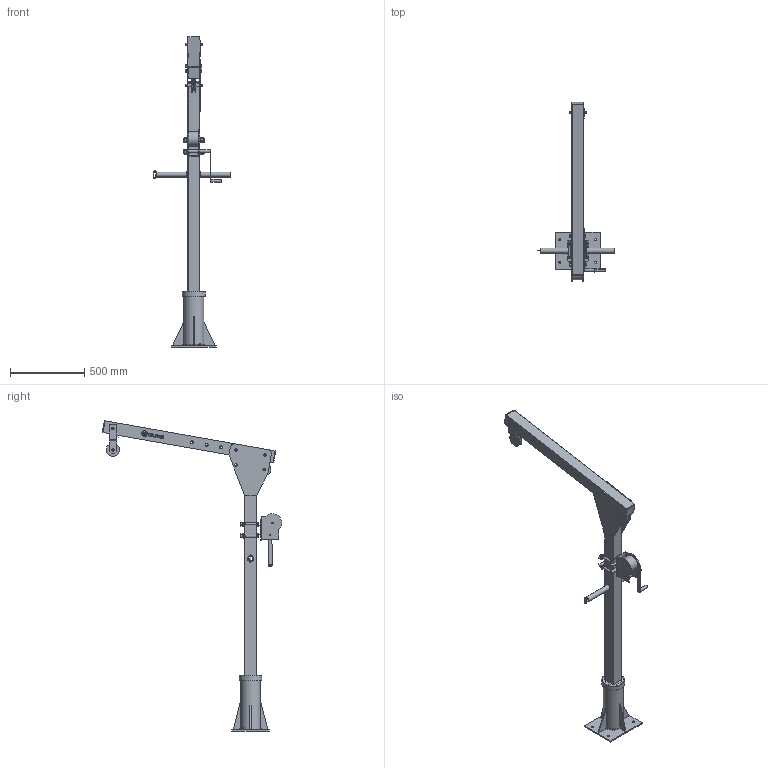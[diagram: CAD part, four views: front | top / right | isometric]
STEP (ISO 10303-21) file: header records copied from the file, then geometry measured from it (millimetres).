
FILE_DESCRIPTION(/* description */ ('Unknown'),/* implementation_level */ '2;1');
FILE_NAME(/* name */ 'Patka na korunu - posuvny navijak S LOGEM',/* time_stamp */ '2021-05-06T12:36:59+02:00',/* author */ ('Unknown'),/* organization */ ('Unknown'),/* preprocessor_version */ 'ST-DEVELOPER v16.7',/* originating_system */ 'DEX',/* authorisation */ $);
FILE_SCHEMA (('AUTOMOTIVE_DESIGN {1 0 10303 214 3 1 1}'));
Length unit declared in the file: millimetre
Products named in the file (44): Patka na korunu - posuvny navijak S LOGEM; Základová deska_0_0; Trubka 133x3_0_0; Tìleso horního uložení_0_0; Tìleso dolního uložení_0_0; Žebro 1_0_0; Žebro 2_0_0; Dno_0_0; Mobilní zvedací zaøízení_0_0; Stojka_0_0; Pouzdro 2_0_0; Pouzdro 1_0_0; Krytka _0_0; Spodek_0_0; Zakon鋀n燲0_0; Plech 2_0_0; V齦o瀗韐 PP_0_0; záslepka_0_0; Držák kladky_0_0; Kladka_0_0; Vymezovací podložka_0_0; Drzak spodek_0_0; Distanèní kroužek_0_0; Trubka do v齦o瀗韐u_0_0; Bolt_DIN_931_M12x110_0_0; Washer_DIN_125_1_A_13_0_0; Nut_DIN_934_1987_M12_0_0; 萫p 3_0_0; ložisko_0_0; 萫p 2_0_0; 萫p 1_0_0; Rukoje拈0_0; 萳醤ek 鴈t靭u_0_0; sestava posuvný_0_0; L profil 30x30x3_0_0; plech_0_0; valec_0_0; valec 2_0_0; telo_0_0; klicka_0_0 ...
Assembly tree (79 placements, depth 4):
  Patka na korunu - posuvny navijak S LOGEM
    Základová deska_0_0
    Trubka 133x3_0_0
    Tìleso horního uložení_0_0
    Tìleso dolního uložení_0_0
    Žebro 1_0_0  x2
    Žebro 2_0_0  x2
    Dno_0_0
    Mobilní zvedací zaøízení_0_0
      Stojka_0_0
        Stojka_0_0
        Pouzdro 2_0_0  x2
        Pouzdro 1_0_0  x2
        Krytka _0_0
        Spodek_0_0
        Zakon鋀n燲0_0
        Plech 2_0_0  x2
      V齦o瀗韐 PP_0_0
      záslepka_0_0  x3
      Držák kladky_0_0
        Držák kladky_0_0
        Kladka_0_0
        Vymezovací podložka_0_0  x2
        Drzak spodek_0_0  x2
      Kladka_0_0
      Distanèní kroužek_0_0  x2
      Trubka do v齦o瀗韐u_0_0  x7
      Bolt_DIN_931_M12x110_0_0  x4
      Washer_DIN_125_1_A_13_0_0  x4
      Nut_DIN_934_1987_M12_0_0  x4
      萫p 3_0_0
      ložisko_0_0  x4
      萫p 2_0_0  x2
      萫p 1_0_0  x2
      Rukoje拈0_0
      萳醤ek 鴈t靭u_0_0
      sestava posuvný_0_0
        L profil 30x30x3_0_0  x4
        plech_0_0
        valec_0_0
        valec 2_0_0  x3
        telo_0_0
        klicka_0_0
    Kulièka_0_0
    Pouzdro_0_0
Bounding box: 524 x 1205.18 x 2085.63 mm (x, y, z)
Volume: 7308923.1 mm3; surface area: 3410516.2 mm2
Topology: 75 solids, 75 shells, 808 faces, 1778 edges, 1169 vertices
Faces by surface type: plane 497, cylinder 213, cone 61, bspline 24, torus 8, sphere 5
Full cylindrical faces by diameter (mm): 4 x8, 6 x2, 8 x4, 9.853 x4, 10.106 x4, 11 x16, 12 x16, 13 x4, 14 x4, 16 x9, 16.63 x4, 17 x21, 18 x2, 20 x26, 22 x2, 24 x6, 24.5 x1, 27.7 x1, 30 x2, 31 x1, 33.7 x1, 36 x6, 40 x10, 45 x4, 50 x1, 90 x4, 100 x1, 117 x1, 126.9 x1, 127 x2
Entity records: 20417 total; most frequent: CARTESIAN_POINT 6545, DIRECTION 2288, ORIENTED_EDGE 1990, EDGE_CURVE 995, AXIS2_PLACEMENT_3D 827, FACE_BOUND 801, EDGE_LOOP 800, VERTEX_POINT 734
